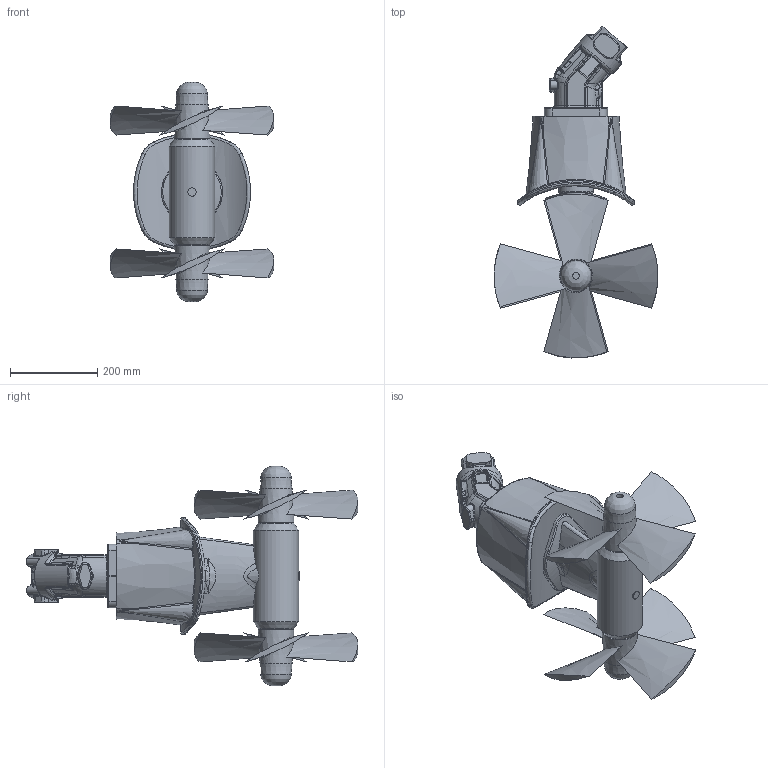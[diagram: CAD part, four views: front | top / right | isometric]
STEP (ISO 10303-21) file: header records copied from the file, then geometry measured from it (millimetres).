
FILE_DESCRIPTION(/* description */ (''),/* implementation_level */ '2;1');
FILE_NAME(/* name */ 'SH550-386TC-P42.stp',/* time_stamp */ '2016-04-07T13:37:28+02:00',/* author */ ('elvira'),/* organization */ (''),/* preprocessor_version */ 'ST-DEVELOPER v16.1',/* originating_system */ 'Autodesk Inventor 2016',/* authorisation */ '');
FILE_SCHEMA (('AUTOMOTIVE_DESIGN { 1 0 10303 214 3 1 1 }'));
Products named in the file (1): SH550-386TC-P42
Bounding box: 375.41 x 760.88 x 503.2 mm (x, y, z)
Volume: 14321598.7 mm3; surface area: 865143.3 mm2
Topology: 1 solids, 2 shells, 784 faces, 1816 edges, 1058 vertices
Faces by surface type: bspline 426, cylinder 174, plane 107, torus 43, cone 22, sphere 12
Full cylindrical faces by diameter (mm): 4 x1, 13 x2, 15 x2, 19 x1, 22.2 x1, 31 x1, 70 x2, 80 x1, 104 x1, 106 x1, 127 x1
Entity records: 53358 total; most frequent: CARTESIAN_POINT 37714, ORIENTED_EDGE 3546, DIRECTION 2435, EDGE_CURVE 1773, AXIS2_PLACEMENT_3D 1054, VERTEX_POINT 1044, EDGE_LOOP 835, FACE_OUTER_BOUND 784
